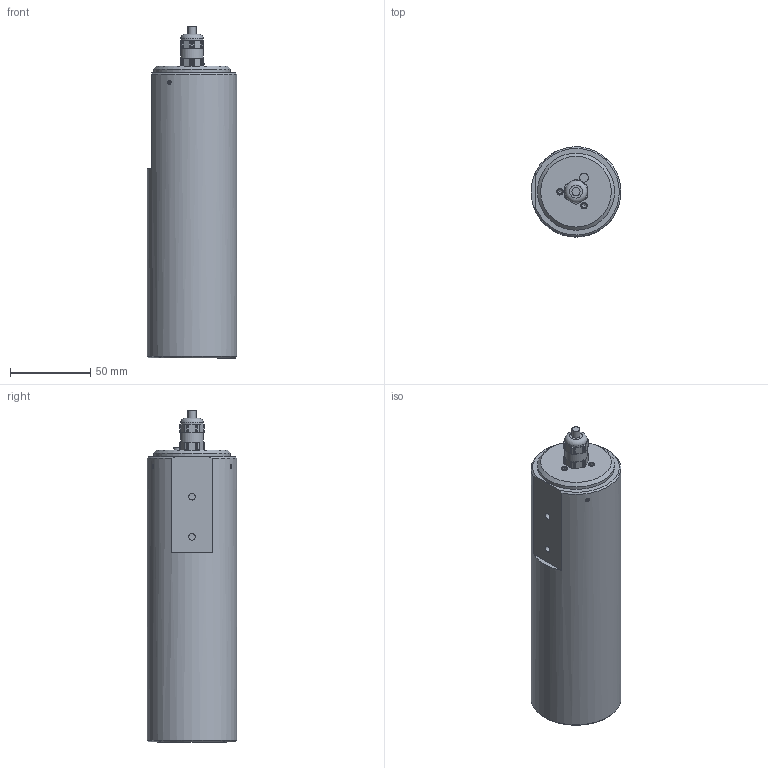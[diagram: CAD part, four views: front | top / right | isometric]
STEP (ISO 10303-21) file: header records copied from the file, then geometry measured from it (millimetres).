
FILE_DESCRIPTION(/* description */ ('>>BEZEICHNUNG<<'),/* implementation_level */ '2;1');
FILE_NAME(/* name */ 'vicolux_TZB51-UDC-a.stp',/* time_stamp */ '2016-03-01T13:49:51+01:00',/* author */ ('REGENSPURG'),/* organization */ ('Vision & Control'),/* preprocessor_version */ 'ST-DEVELOPER v16.1',/* originating_system */ 'Autodesk Inventor 2016',/* authorisation */ '');
FILE_SCHEMA (('AUTOMOTIVE_DESIGN { 1 0 10303 214 3 1 1 }'));
Length unit declared in the file: millimetre
Products named in the file (1): vicolux_TZB51-UDC-a
Bounding box: 56 x 56 x 206.8 mm (x, y, z)
Volume: 428313.7 mm3; surface area: 39165.2 mm2
Topology: 1 solids, 1 shells, 193 faces, 484 edges, 305 vertices
Faces by surface type: plane 99, cylinder 53, cone 39, torus 1, sphere 1
Full cylindrical faces by diameter (mm): 2.459 x3, 4.13 x2, 4.134 x2, 5 x1, 5.5 x1, 14 x2, 48 x1, 49 x1, 51.188 x1, 56 x1
Entity records: 6535 total; most frequent: CARTESIAN_POINT 2262, ORIENTED_EDGE 880, DIRECTION 756, EDGE_CURVE 440, AXIS2_PLACEMENT_3D 294, VERTEX_POINT 289, EDGE_LOOP 233, STYLED_ITEM 194
